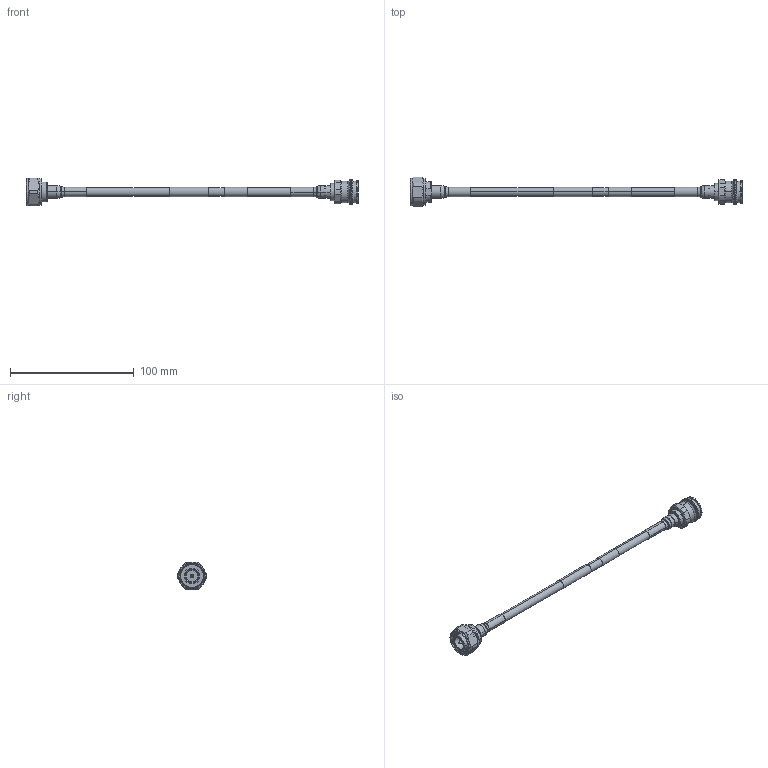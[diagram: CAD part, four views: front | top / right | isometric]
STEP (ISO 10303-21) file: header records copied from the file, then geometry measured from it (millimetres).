
FILE_DESCRIPTION (( 'STEP AP214' ), '1' );
FILE_NAME ('FMCA1763_3D.step', '2025-07-24T19:31:38', ( '' ), ( '' ), 'SwSTEP 2.0', 'SolidWorks 2022', '' );
FILE_SCHEMA (( 'AUTOMOTIVE_DESIGN' ));
Length unit declared in the file: inch
Products named in the file (6): Heat Shrink^FMCA1763_Config 1; FMCN1432_默认; FMCA1763_3D; FMCN1433; Heat Shrink^FMCA1763; Coax Cable^FMCA1763_LABEL+PE PIM
Assembly tree (5 placements, depth 2):
  FMCA1763_3D
    Coax Cable^FMCA1763_LABEL+PE PIM
    FMCN1433
    FMCN1432_默认
    Heat Shrink^FMCA1763_Config 1
    Heat Shrink^FMCA1763
Bounding box: 268.51 x 23.98 x 22 mm (x, y, z)
Volume: 18103.5 mm3; surface area: 15948.7 mm2
Topology: 6 solids, 7 shells, 311 faces, 745 edges, 465 vertices
Faces by surface type: cylinder 118, plane 102, cone 69, torus 16, bspline 6
Entity records: 11846 total; most frequent: CARTESIAN_POINT 4282, DIRECTION 1558, ORIENTED_EDGE 1490, EDGE_CURVE 745, AXIS2_PLACEMENT_3D 642, VERTEX_POINT 465, EDGE_LOOP 338, CIRCLE 329
